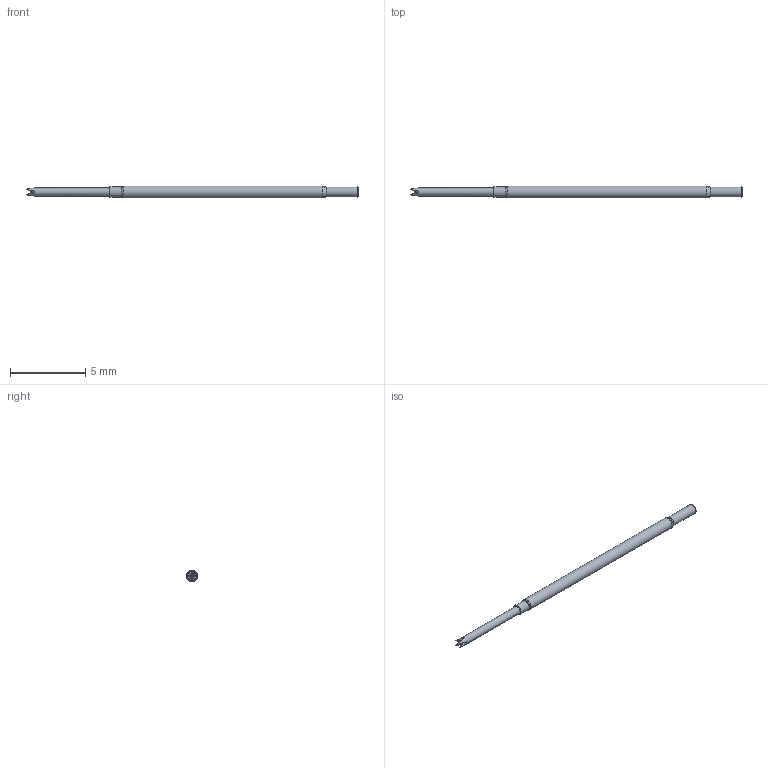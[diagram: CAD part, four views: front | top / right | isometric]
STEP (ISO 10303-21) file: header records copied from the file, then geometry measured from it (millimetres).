
FILE_DESCRIPTION (( 'STEP AP214' ), '1' );
FILE_NAME ('X39-PR16S44H.STEP', '2017-06-07T19:54:52', ( '' ), ( '' ), 'SwSTEP 2.0', 'SolidWorks 2016', '' );
FILE_SCHEMA (( 'AUTOMOTIVE_DESIGN' ));
Length unit declared in the file: inch
Products named in the file (1): X39-PR16S44H
Bounding box: 22.1 x 0.78 x 0.78 mm (x, y, z)
Volume: 8.7 mm3; surface area: 49.5 mm2
Topology: 1 solids, 1 shells, 49 faces, 112 edges, 66 vertices
Faces by surface type: cylinder 20, cone 18, plane 6, torus 5
Full cylindrical faces by diameter (mm): 0.533 x1, 0.665 x1, 0.686 x1, 0.782 x1
Entity records: 2025 total; most frequent: CARTESIAN_POINT 425, ORIENTED_EDGE 200, DIRECTION 164, EDGE_CURVE 100, AXIS2_PLACEMENT_3D 82, VERTEX_POINT 65, EDGE_LOOP 61, FACE_OUTER_BOUND 58
